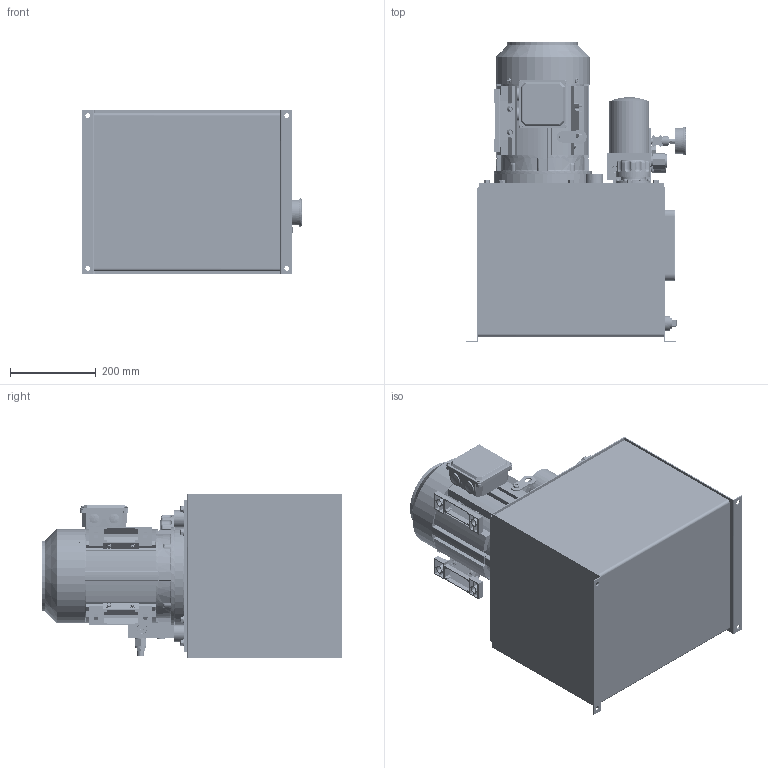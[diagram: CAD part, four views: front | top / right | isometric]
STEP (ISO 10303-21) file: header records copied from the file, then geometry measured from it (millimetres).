
FILE_DESCRIPTION (( 'STEP AP203' ), '1' );
FILE_NAME ('51060550016.step', '2024-03-06T21:13:45', ( '' ), ( '' ), 'SwSTEP 2.0', 'SolidWorks 2023', '' );
FILE_SCHEMA (( 'CONFIG_CONTROL_DESIGN' ));
Products named in the file (1): 51060550016
Bounding box: 510.84 x 700.67 x 381 mm (x, y, z)
Volume: 18162940 mm3; surface area: 3232448.3 mm2
Topology: 118 solids, 122 shells, 4726 faces, 11507 edges, 7312 vertices
Faces by surface type: plane 2314, cylinder 1525, cone 412, bspline 330, torus 129, sphere 16
Entity records: 215947 total; most frequent: CARTESIAN_POINT 128088, ORIENTED_EDGE 22890, EDGE_CURVE 11445, B_SPLINE_CURVE_WITH_KNOTS 10570, DIRECTION 9619, VERTEX_POINT 7312, EDGE_LOOP 5409, FACE_OUTER_BOUND 4726
